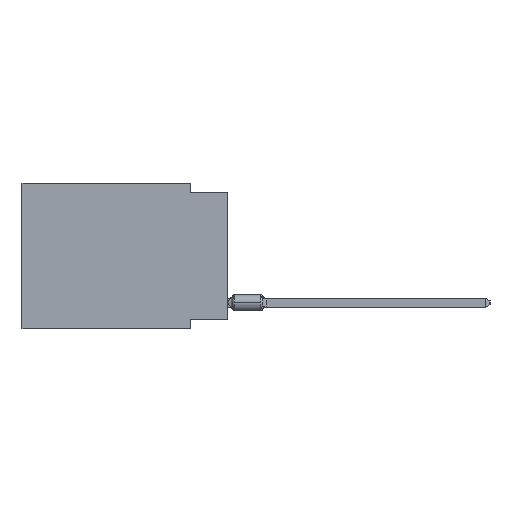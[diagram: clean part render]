
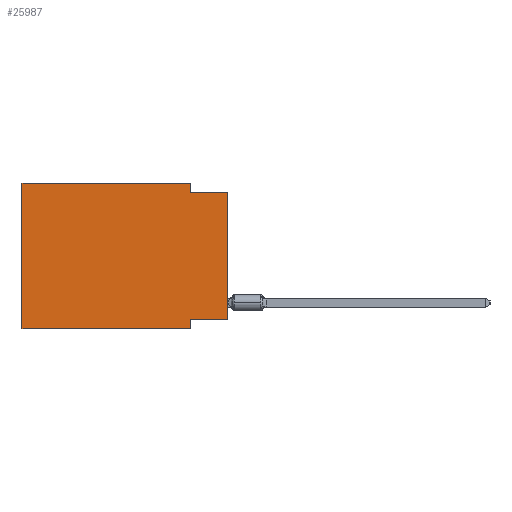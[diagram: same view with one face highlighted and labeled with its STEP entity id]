
A CAD part, left-side view. The second image highlights one B-rep face of the part: STEP entity #25987.
In plain terms, the highlighted planar face has unit normal (-1, 0, 0).
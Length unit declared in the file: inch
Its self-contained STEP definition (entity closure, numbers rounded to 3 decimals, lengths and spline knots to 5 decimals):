
#1280 = LINE ( 'NONE', #14533, #37139 ) ;
#2550 = DIRECTION ( 'NONE',  ( 1., 0., 0. ) ) ;
#4258 = CARTESIAN_POINT ( 'NONE',  ( 0., 0., 0. ) ) ;
#5417 = ORIENTED_EDGE ( 'NONE', *, *, #17700, .F. ) ;
#6252 = CARTESIAN_POINT ( 'NONE',  ( 0., 0.55, -0.39 ) ) ;
#6262 = LINE ( 'NONE', #19277, #28772 ) ;
#7646 = CARTESIAN_POINT ( 'NONE',  ( 0., 0.1, -0.39 ) ) ;
#8320 = LINE ( 'NONE', #21540, #19166 ) ;
#8926 = LINE ( 'NONE', #27321, #19716 ) ;
#8974 = CARTESIAN_POINT ( 'NONE',  ( 0., 0.1, -0.365 ) ) ;
#10522 = LINE ( 'NONE', #31479, #36585 ) ;
#11742 = VERTEX_POINT ( 'NONE', #8974 ) ;
#11831 = VERTEX_POINT ( 'NONE', #26961 ) ;
#12560 = CARTESIAN_POINT ( 'NONE',  ( 0., 0.55, 0. ) ) ;
#13026 = LINE ( 'NONE', #26458, #22380 ) ;
#13171 = VERTEX_POINT ( 'NONE', #7646 ) ;
#14322 = ORIENTED_EDGE ( 'NONE', *, *, #17108, .T. ) ;
#14533 = CARTESIAN_POINT ( 'NONE',  ( 0., 0., -0.025 ) ) ;
#14872 = VECTOR ( 'NONE', #31175, 39.37008 ) ;
#14921 = ORIENTED_EDGE ( 'NONE', *, *, #34743, .F. ) ;
#17108 = EDGE_CURVE ( 'NONE', #41833, #20933, #30535, .T. ) ;
#17439 = ORIENTED_EDGE ( 'NONE', *, *, #22808, .F. ) ;
#17700 = EDGE_CURVE ( 'NONE', #11742, #13171, #8926, .T. ) ;
#18048 = EDGE_CURVE ( 'NONE', #31771, #11831, #6262, .T. ) ;
#18144 = CARTESIAN_POINT ( 'NONE',  ( 0., 0.55, -0.39 ) ) ;
#18319 = CARTESIAN_POINT ( 'NONE',  ( 0., 0., -0.025 ) ) ;
#18901 = EDGE_CURVE ( 'NONE', #11831, #20933, #1280, .T. ) ;
#19166 = VECTOR ( 'NONE', #34778, 39.37008 ) ;
#19255 = DIRECTION ( 'NONE',  ( 0., 0., -1. ) ) ;
#19277 = CARTESIAN_POINT ( 'NONE',  ( 0., 0.1, 0. ) ) ;
#19716 = VECTOR ( 'NONE', #36456, 39.37008 ) ;
#19954 = DIRECTION ( 'NONE',  ( 0., -1., 0. ) ) ;
#20933 = VERTEX_POINT ( 'NONE', #18319 ) ;
#21540 = CARTESIAN_POINT ( 'NONE',  ( 0., 0.55, 0. ) ) ;
#22306 = DIRECTION ( 'NONE',  ( 0., 0., -1. ) ) ;
#22380 = VECTOR ( 'NONE', #19954, 39.37008 ) ;
#22808 = EDGE_CURVE ( 'NONE', #41833, #11742, #10522, .T. ) ;
#23688 = AXIS2_PLACEMENT_3D ( 'NONE', #34888, #2550, #19255 ) ;
#24207 = EDGE_LOOP ( 'NONE', ( #14322, #40531, #27833, #24215, #14921, #28800, #5417, #17439 ) ) ;
#24215 = ORIENTED_EDGE ( 'NONE', *, *, #27775, .F. ) ;
#24481 = VERTEX_POINT ( 'NONE', #18144 ) ;
#25983 = DIRECTION ( 'NONE',  ( 0., -1., 0. ) ) ;
#25987 = ADVANCED_FACE ( 'NONE', ( #28805 ), #28584, .F. ) ;
#26458 = CARTESIAN_POINT ( 'NONE',  ( 0., 0.55, 0. ) ) ;
#26961 = CARTESIAN_POINT ( 'NONE',  ( 0., 0.1, -0.025 ) ) ;
#27321 = CARTESIAN_POINT ( 'NONE',  ( 0., 0.1, -0.39 ) ) ;
#27749 = DIRECTION ( 'NONE',  ( 0., -1., 0. ) ) ;
#27775 = EDGE_CURVE ( 'NONE', #28484, #31771, #13026, .T. ) ;
#27833 = ORIENTED_EDGE ( 'NONE', *, *, #18048, .F. ) ;
#28083 = EDGE_CURVE ( 'NONE', #24481, #13171, #29240, .T. ) ;
#28484 = VERTEX_POINT ( 'NONE', #12560 ) ;
#28584 = PLANE ( 'NONE',  #23688 ) ;
#28772 = VECTOR ( 'NONE', #22306, 39.37008 ) ;
#28800 = ORIENTED_EDGE ( 'NONE', *, *, #28083, .T. ) ;
#28805 = FACE_OUTER_BOUND ( 'NONE', #24207, .T. ) ;
#29240 = LINE ( 'NONE', #6252, #34185 ) ;
#29795 = CARTESIAN_POINT ( 'NONE',  ( 0., 0., -0.365 ) ) ;
#30259 = DIRECTION ( 'NONE',  ( 0., 1., 0. ) ) ;
#30535 = LINE ( 'NONE', #4258, #14872 ) ;
#31175 = DIRECTION ( 'NONE',  ( 0., 0., 1. ) ) ;
#31479 = CARTESIAN_POINT ( 'NONE',  ( 0., 0., -0.365 ) ) ;
#31771 = VERTEX_POINT ( 'NONE', #36359 ) ;
#34185 = VECTOR ( 'NONE', #25983, 39.37008 ) ;
#34743 = EDGE_CURVE ( 'NONE', #24481, #28484, #8320, .T. ) ;
#34778 = DIRECTION ( 'NONE',  ( 0., 0., 1. ) ) ;
#34888 = CARTESIAN_POINT ( 'NONE',  ( 0., 0.55, 0. ) ) ;
#36359 = CARTESIAN_POINT ( 'NONE',  ( 0., 0.1, 0. ) ) ;
#36456 = DIRECTION ( 'NONE',  ( 0., 0., -1. ) ) ;
#36585 = VECTOR ( 'NONE', #30259, 39.37008 ) ;
#37139 = VECTOR ( 'NONE', #27749, 39.37008 ) ;
#40531 = ORIENTED_EDGE ( 'NONE', *, *, #18901, .F. ) ;
#41833 = VERTEX_POINT ( 'NONE', #29795 ) ;
